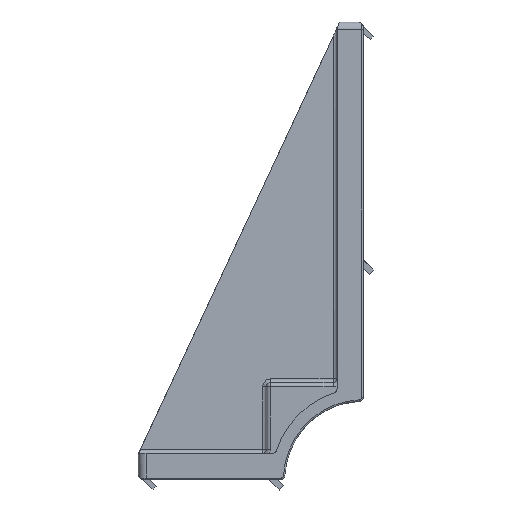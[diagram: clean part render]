
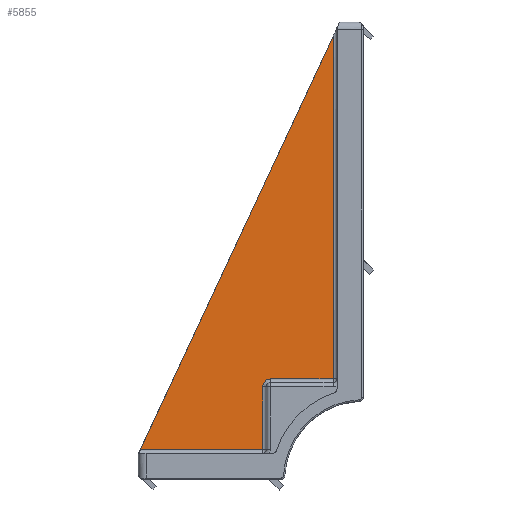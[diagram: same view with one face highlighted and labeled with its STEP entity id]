
A CAD part, top view. The second image highlights one B-rep face of the part: STEP entity #5855.
In plain terms, the highlighted planar face has unit normal (-0.012, 0.012, 1).
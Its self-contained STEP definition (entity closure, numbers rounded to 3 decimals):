
#50 = DIRECTION ( 'NONE',  ( 0., 1., -0.012 ) ) ;
#217 = DIRECTION ( 'NONE',  ( 0., -1., 0.012 ) ) ;
#577 = ORIENTED_EDGE ( 'NONE', *, *, #3959, .T. ) ;
#585 = LINE ( 'NONE', #4540, #8606 ) ;
#663 = CARTESIAN_POINT ( 'NONE',  ( -9.093, 174.8, -15.399 ) ) ;
#715 = CARTESIAN_POINT ( 'NONE',  ( -35.481, 38.481, -14.043 ) ) ;
#969 = LINE ( 'NONE', #7905, #8719 ) ;
#1297 = ORIENTED_EDGE ( 'NONE', *, *, #5626, .T. ) ;
#1648 = EDGE_CURVE ( 'NONE', #6184, #4209, #7238, .T. ) ;
#1711 = CARTESIAN_POINT ( 'NONE',  ( -15., 15., -13.5 ) ) ;
#1726 = DIRECTION ( 'NONE',  ( 1., 0., 0.012 ) ) ;
#1873 = AXIS2_PLACEMENT_3D ( 'NONE', #1711, #4709, #217 ) ;
#2908 = LINE ( 'NONE', #663, #6657 ) ;
#3110 = CARTESIAN_POINT ( 'NONE',  ( -38.481, 11.481, -13.746 ) ) ;
#3229 = CARTESIAN_POINT ( 'NONE',  ( -14.996, 38.481, -13.79 ) ) ;
#3407 = DIRECTION ( 'NONE',  ( 0., 1., -0.012 ) ) ;
#3495 =( BOUNDED_CURVE ( )  B_SPLINE_CURVE ( 3, ( #3703, #4439, #5224, #715 ),
 .UNSPECIFIED., .F., .F. ) 
 B_SPLINE_CURVE_WITH_KNOTS ( ( 4, 4 ),
 ( 2.356, 3.927 ),
 .UNSPECIFIED. ) 
 CURVE ( )  GEOMETRIC_REPRESENTATION_ITEM ( )  RATIONAL_B_SPLINE_CURVE ( ( 1., 0.805, 0.805, 1. ) ) 
 REPRESENTATION_ITEM ( '' )  );
#3703 = CARTESIAN_POINT ( 'NONE',  ( -38.481, 35.481, -14.043 ) ) ;
#3938 = VERTEX_POINT ( 'NONE', #8285 ) ;
#3959 = EDGE_CURVE ( 'NONE', #5011, #3938, #585, .T. ) ;
#4209 = VERTEX_POINT ( 'NONE', #8315 ) ;
#4439 = CARTESIAN_POINT ( 'NONE',  ( -38.481, 37.239, -14.064 ) ) ;
#4540 = CARTESIAN_POINT ( 'NONE',  ( -38.481, 14.996, -13.79 ) ) ;
#4709 = DIRECTION ( 'NONE',  ( -0.012, 0.012, 1. ) ) ;
#4829 = VERTEX_POINT ( 'NONE', #7231 ) ;
#5011 = VERTEX_POINT ( 'NONE', #3110 ) ;
#5030 = VERTEX_POINT ( 'NONE', #8811 ) ;
#5163 = DIRECTION ( 'NONE',  ( -0.423, -0.906, 0.006 ) ) ;
#5219 = DIRECTION ( 'NONE',  ( 1., 0., 0.012 ) ) ;
#5224 = CARTESIAN_POINT ( 'NONE',  ( -37.239, 38.481, -14.064 ) ) ;
#5250 = FACE_OUTER_BOUND ( 'NONE', #6586, .T. ) ;
#5481 = VECTOR ( 'NONE', #1726, 1000. ) ;
#5626 = EDGE_CURVE ( 'NONE', #4829, #5030, #2908, .T. ) ;
#5855 = ADVANCED_FACE ( 'NONE', ( #5250 ), #9232, .T. ) ;
#6184 = VERTEX_POINT ( 'NONE', #6286 ) ;
#6286 = CARTESIAN_POINT ( 'NONE',  ( -35.481, 38.481, -14.043 ) ) ;
#6473 = EDGE_CURVE ( 'NONE', #5030, #5011, #7318, .T. ) ;
#6586 = EDGE_LOOP ( 'NONE', ( #1297, #9244, #577, #7735, #9437, #8916 ) ) ;
#6657 = VECTOR ( 'NONE', #5163, 1000. ) ;
#6659 = EDGE_CURVE ( 'NONE', #3938, #6184, #3495, .T. ) ;
#7231 = CARTESIAN_POINT ( 'NONE',  ( -11.481, 169.678, -15.366 ) ) ;
#7238 = LINE ( 'NONE', #3229, #5481 ) ;
#7318 = LINE ( 'NONE', #8249, #7558 ) ;
#7558 = VECTOR ( 'NONE', #5219, 1000. ) ;
#7735 = ORIENTED_EDGE ( 'NONE', *, *, #6659, .T. ) ;
#7866 = EDGE_CURVE ( 'NONE', #4209, #4829, #969, .T. ) ;
#7905 = CARTESIAN_POINT ( 'NONE',  ( -11.481, 15.001, -13.457 ) ) ;
#8249 = CARTESIAN_POINT ( 'NONE',  ( -15.001, 11.481, -13.457 ) ) ;
#8285 = CARTESIAN_POINT ( 'NONE',  ( -38.481, 35.481, -14.043 ) ) ;
#8315 = CARTESIAN_POINT ( 'NONE',  ( -11.481, 38.481, -13.746 ) ) ;
#8606 = VECTOR ( 'NONE', #50, 1000. ) ;
#8719 = VECTOR ( 'NONE', #3407, 1000. ) ;
#8811 = CARTESIAN_POINT ( 'NONE',  ( -85.25, 11.481, -14.324 ) ) ;
#8916 = ORIENTED_EDGE ( 'NONE', *, *, #7866, .T. ) ;
#9232 = PLANE ( 'NONE',  #1873 ) ;
#9244 = ORIENTED_EDGE ( 'NONE', *, *, #6473, .T. ) ;
#9437 = ORIENTED_EDGE ( 'NONE', *, *, #1648, .T. ) ;
